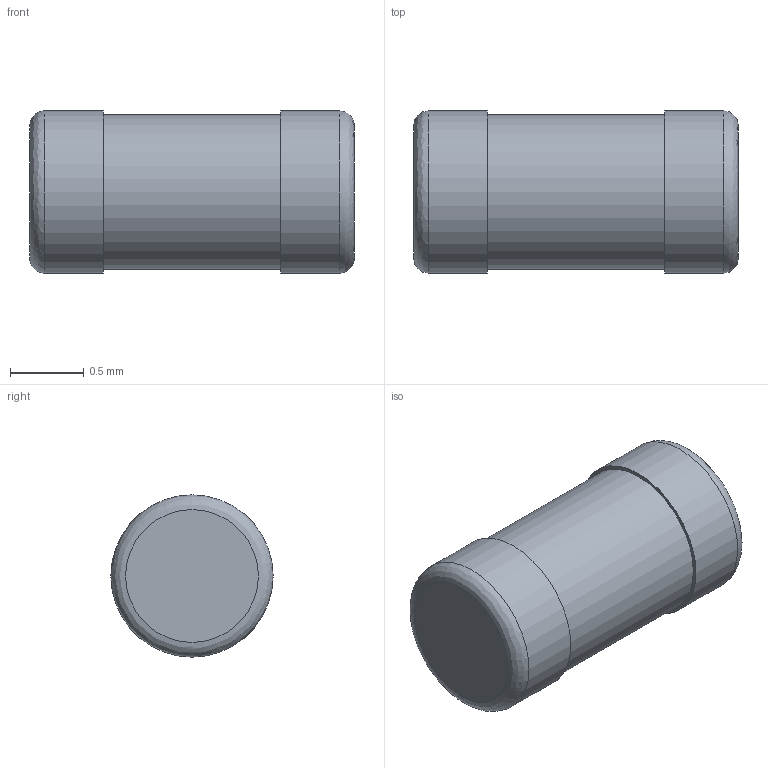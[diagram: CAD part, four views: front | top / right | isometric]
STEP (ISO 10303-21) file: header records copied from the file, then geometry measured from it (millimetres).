
FILE_DESCRIPTION(('FreeCAD Model'),'2;1');
FILE_NAME('R_MicroMELF_MMU-0102.step','2017-04-30T13:44:44',('kicad StepUp'),( 'ksu MCAD'),'Open CASCADE STEP processor 7.1','FreeCAD','Unknown');
FILE_SCHEMA(('AUTOMOTIVE_DESIGN_CC2 { 1 2 10303 214 -1 1 5 4 }'));
Length unit declared in the file: millimetre
Products named in the file (1): R_MicroMELF_MMU-0102
Bounding box: 2.2 x 1.1 x 1.1 mm (x, y, z)
Volume: 2 mm3; surface area: 9.2 mm2
Topology: 1 solids, 1 shells, 9 faces, 13 edges, 8 vertices
Faces by surface type: plane 4, cylinder 3, revolution 2
Full cylindrical faces by diameter (mm): 1.05 x1, 1.1 x2
Entity records: 185 total; most frequent: ORIENTED_EDGE 24, CARTESIAN_POINT 21, AXIS2_PLACEMENT_3D 17, EDGE_CURVE 13, FACE_BOUND 11, EDGE_LOOP 11, CIRCLE 10, ADVANCED_FACE 9
